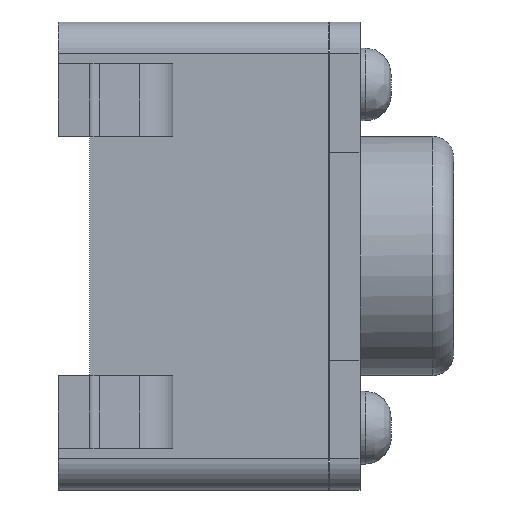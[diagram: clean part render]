
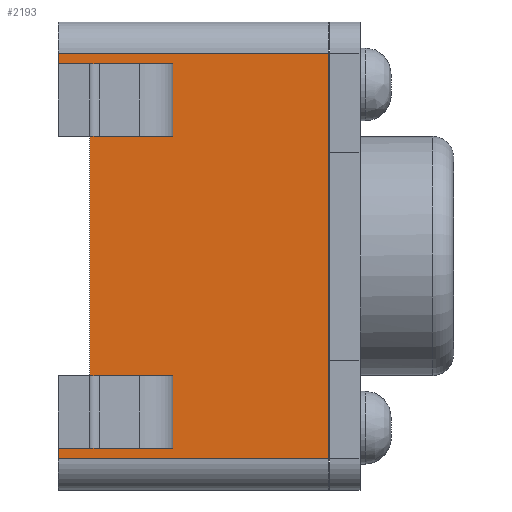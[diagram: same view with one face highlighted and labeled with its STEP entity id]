
A CAD part, front view. The second image highlights one B-rep face of the part: STEP entity #2193.
In plain terms, the highlighted planar face has unit normal (0, -1, 0).
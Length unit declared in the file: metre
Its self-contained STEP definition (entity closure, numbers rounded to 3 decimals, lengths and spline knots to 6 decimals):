
#26=FACE_BOUND('',#282,.T.);
#27=FACE_BOUND('',#283,.T.);
#160=FACE_OUTER_BOUND('',#281,.T.);
#281=EDGE_LOOP('',(#1803,#1804,#1805,#1806,#1807,#1808,#1809,#1810));
#282=EDGE_LOOP('',(#1811,#1812,#1813,#1814));
#283=EDGE_LOOP('',(#1815,#1816,#1817,#1818));
#299=LINE('',#3012,#521);
#328=LINE('',#3085,#550);
#389=LINE('',#3458,#611);
#396=LINE('',#3469,#618);
#398=LINE('',#3474,#620);
#424=LINE('',#3549,#646);
#473=LINE('',#3679,#695);
#474=LINE('',#3681,#696);
#477=LINE('',#3687,#699);
#497=LINE('',#3733,#719);
#498=LINE('',#3736,#720);
#499=LINE('',#3738,#721);
#504=LINE('',#3750,#726);
#505=LINE('',#3751,#727);
#506=LINE('',#3752,#728);
#507=LINE('',#3753,#729);
#521=VECTOR('',#2420,1.);
#550=VECTOR('',#2475,1.);
#611=VECTOR('',#2666,1.);
#618=VECTOR('',#2675,1.);
#620=VECTOR('',#2679,1.);
#646=VECTOR('',#2743,1.);
#695=VECTOR('',#2874,1.);
#696=VECTOR('',#2877,1.);
#699=VECTOR('',#2882,1.);
#719=VECTOR('',#2938,1.);
#720=VECTOR('',#2943,1.);
#721=VECTOR('',#2946,1.);
#726=VECTOR('',#2957,1.);
#727=VECTOR('',#2958,1.);
#728=VECTOR('',#2959,1.);
#729=VECTOR('',#2960,1.);
#819=VERTEX_POINT('',#3009);
#820=VERTEX_POINT('',#3011);
#850=VERTEX_POINT('',#3083);
#851=VERTEX_POINT('',#3084);
#917=VERTEX_POINT('',#3456);
#918=VERTEX_POINT('',#3457);
#919=VERTEX_POINT('',#3462);
#923=VERTEX_POINT('',#3473);
#944=VERTEX_POINT('',#3530);
#953=VERTEX_POINT('',#3547);
#985=VERTEX_POINT('',#3661);
#993=VERTEX_POINT('',#3677);
#995=VERTEX_POINT('',#3686);
#1003=VERTEX_POINT('',#3732);
#1006=VERTEX_POINT('',#3748);
#1007=VERTEX_POINT('',#3749);
#1017=EDGE_CURVE('',#819,#820,#299,.T.);
#1051=EDGE_CURVE('',#850,#851,#328,.T.);
#1147=EDGE_CURVE('',#917,#918,#389,.T.);
#1154=EDGE_CURVE('',#919,#918,#396,.T.);
#1156=EDGE_CURVE('',#923,#919,#398,.T.);
#1193=EDGE_CURVE('',#944,#953,#424,.T.);
#1258=EDGE_CURVE('',#993,#985,#473,.T.);
#1259=EDGE_CURVE('',#820,#953,#474,.T.);
#1262=EDGE_CURVE('',#985,#995,#477,.T.);
#1285=EDGE_CURVE('',#1003,#995,#497,.T.);
#1287=EDGE_CURVE('',#819,#944,#498,.T.);
#1288=EDGE_CURVE('',#993,#1003,#499,.T.);
#1293=EDGE_CURVE('',#1006,#1007,#504,.T.);
#1294=EDGE_CURVE('',#1007,#923,#505,.T.);
#1295=EDGE_CURVE('',#917,#851,#506,.T.);
#1296=EDGE_CURVE('',#850,#1006,#507,.T.);
#1803=ORIENTED_EDGE('',*,*,#1293,.T.);
#1804=ORIENTED_EDGE('',*,*,#1294,.T.);
#1805=ORIENTED_EDGE('',*,*,#1156,.T.);
#1806=ORIENTED_EDGE('',*,*,#1154,.T.);
#1807=ORIENTED_EDGE('',*,*,#1147,.F.);
#1808=ORIENTED_EDGE('',*,*,#1295,.T.);
#1809=ORIENTED_EDGE('',*,*,#1051,.F.);
#1810=ORIENTED_EDGE('',*,*,#1296,.T.);
#1811=ORIENTED_EDGE('',*,*,#1258,.F.);
#1812=ORIENTED_EDGE('',*,*,#1288,.T.);
#1813=ORIENTED_EDGE('',*,*,#1285,.T.);
#1814=ORIENTED_EDGE('',*,*,#1262,.F.);
#1815=ORIENTED_EDGE('',*,*,#1193,.T.);
#1816=ORIENTED_EDGE('',*,*,#1259,.F.);
#1817=ORIENTED_EDGE('',*,*,#1017,.F.);
#1818=ORIENTED_EDGE('',*,*,#1287,.T.);
#1973=PLANE('',#2397);
#2193=ADVANCED_FACE('',(#160,#26,#27),#1973,.T.);
#2397=AXIS2_PLACEMENT_3D('',#3747,#2955,#2956);
#2420=DIRECTION('',(1.,0.,0.));
#2475=DIRECTION('',(-1.,0.,0.));
#2666=DIRECTION('',(1.,0.,0.));
#2675=DIRECTION('',(0.,0.,-1.));
#2679=DIRECTION('',(1.,0.,0.));
#2743=DIRECTION('',(1.,0.,0.));
#2874=DIRECTION('',(1.,0.,0.));
#2877=DIRECTION('',(0.,0.,1.));
#2882=DIRECTION('',(0.,0.,1.));
#2938=DIRECTION('',(1.,0.,0.));
#2943=DIRECTION('',(0.,0.,1.));
#2946=DIRECTION('',(0.,0.,1.));
#2955=DIRECTION('center_axis',(0.,-1.,0.));
#2956=DIRECTION('ref_axis',(0.,0.,-1.));
#2957=DIRECTION('',(-1.,0.,0.));
#2958=DIRECTION('',(0.,0.,-1.));
#2959=DIRECTION('',(0.,0.,-1.));
#2960=DIRECTION('',(0.,0.,1.));
#3009=CARTESIAN_POINT('',(0.0008,-0.00225,0.00115));
#3011=CARTESIAN_POINT('',(0.0011,-0.00225,0.00115));
#3012=CARTESIAN_POINT('',(0.,-0.00225,0.00115));
#3083=CARTESIAN_POINT('',(0.0026,-0.00225,-0.00195));
#3084=CARTESIAN_POINT('',(0.,-0.00225,-0.00195));
#3085=CARTESIAN_POINT('',(0.0026,-0.00225,-0.00195));
#3456=CARTESIAN_POINT('',(0.,-0.00225,-0.00125));
#3457=CARTESIAN_POINT('',(0.0003,-0.00225,-0.00125));
#3458=CARTESIAN_POINT('',(0.,-0.00225,-0.00125));
#3462=CARTESIAN_POINT('',(0.0003,-0.00225,0.00125));
#3469=CARTESIAN_POINT('',(0.0003,-0.00225,0.00225));
#3473=CARTESIAN_POINT('',(0.,-0.00225,0.00125));
#3474=CARTESIAN_POINT('',(0.,-0.00225,0.00125));
#3530=CARTESIAN_POINT('',(0.0008,-0.00225,0.00185));
#3547=CARTESIAN_POINT('',(0.0011,-0.00225,0.00185));
#3549=CARTESIAN_POINT('',(0.0008,-0.00225,0.00185));
#3661=CARTESIAN_POINT('',(0.0011,-0.00225,-0.00185));
#3677=CARTESIAN_POINT('',(0.0008,-0.00225,-0.00185));
#3679=CARTESIAN_POINT('',(0.0008,-0.00225,-0.00185));
#3681=CARTESIAN_POINT('',(0.0011,-0.00225,0.00115));
#3686=CARTESIAN_POINT('',(0.0011,-0.00225,-0.00115));
#3687=CARTESIAN_POINT('',(0.0011,-0.00225,-0.00185));
#3732=CARTESIAN_POINT('',(0.0008,-0.00225,-0.00115));
#3733=CARTESIAN_POINT('',(0.0008,-0.00225,-0.00115));
#3736=CARTESIAN_POINT('',(0.0008,-0.00225,0.00115));
#3738=CARTESIAN_POINT('',(0.0008,-0.00225,-0.00185));
#3747=CARTESIAN_POINT('Origin',(0.,-0.00225,0.00225));
#3748=CARTESIAN_POINT('',(0.0026,-0.00225,0.00195));
#3749=CARTESIAN_POINT('',(0.,-0.00225,0.00195));
#3750=CARTESIAN_POINT('',(0.0026,-0.00225,0.00195));
#3751=CARTESIAN_POINT('',(0.,-0.00225,0.00195));
#3752=CARTESIAN_POINT('',(0.,-0.00225,-0.00125));
#3753=CARTESIAN_POINT('',(0.0026,-0.00225,-0.00195));
